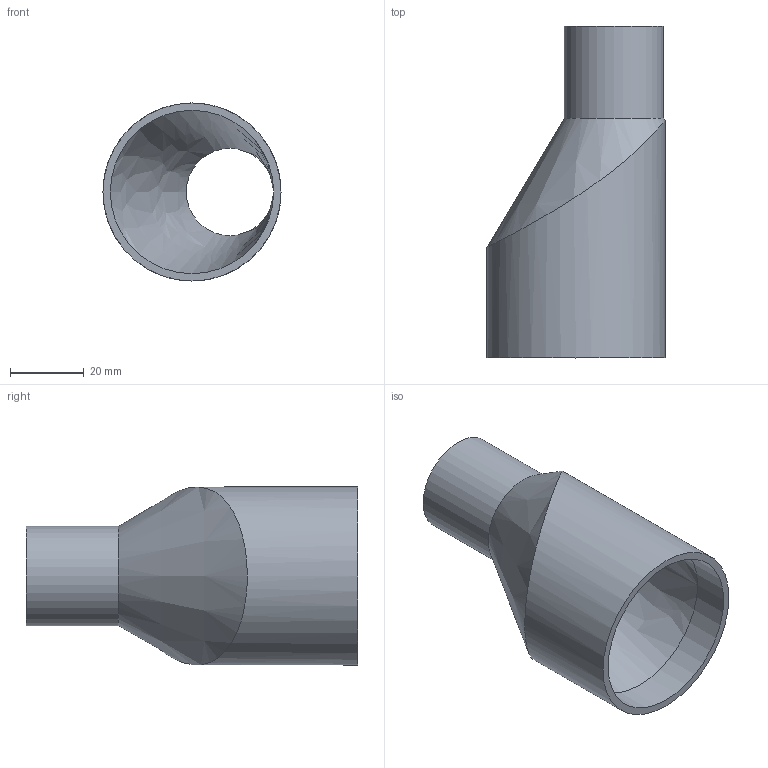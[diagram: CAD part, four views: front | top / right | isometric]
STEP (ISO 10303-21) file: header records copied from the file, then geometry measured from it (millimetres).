
FILE_DESCRIPTION(('RE_48,3x2-26,9x1,6_L90_V10'),'2;1');
FILE_NAME('RE_48,3x2-26,9x1,6_L90_V10.stp','2013-11-02T16:31:15',('DOCKWEILER AG'),('DOCKWEILER AG'),'Autodesk Inventor 2012','Autodesk Inventor 2012','');
FILE_SCHEMA(('CONFIG_CONTROL_DESIGN'));
Length unit declared in the file: millimetre
Products named in the file (1): N0006_002_001_009
Bounding box: 48.3 x 90 x 48.3 mm (x, y, z)
Volume: 37422 mm3; surface area: 21082 mm2
Topology: 1 solids, 1 shells, 8 faces, 15 edges, 9 vertices
Faces by surface type: cylinder 4, plane 2, bspline 1, cone 1
Full cylindrical faces by diameter (mm): 23.7 x1, 26.9 x1, 44.3 x1, 48.3 x1
Entity records: 261 total; most frequent: CARTESIAN_POINT 99, DIRECTION 30, ORIENTED_EDGE 16, EDGE_LOOP 16, AXIS2_PLACEMENT_3D 15, VERTEX_POINT 8, EDGE_CURVE 8, FACE_OUTER_BOUND 8
